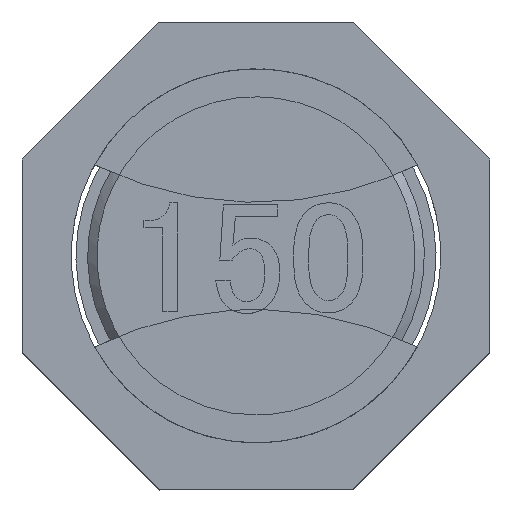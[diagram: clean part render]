
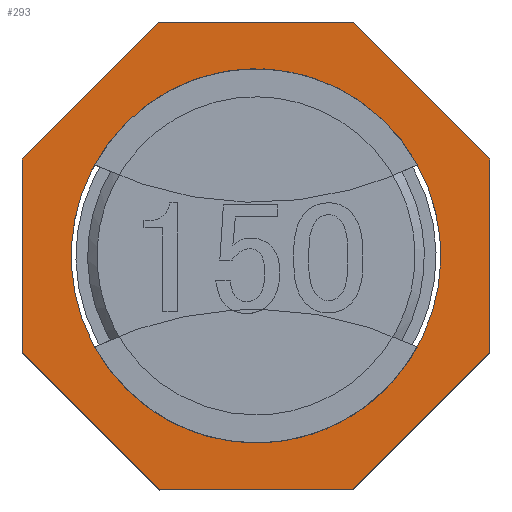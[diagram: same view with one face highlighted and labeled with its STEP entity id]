
A CAD part, top view. The second image highlights one B-rep face of the part: STEP entity #293.
In plain terms, the highlighted free-form (B-spline) face has degree [1, 1] with [2, 2] control points.
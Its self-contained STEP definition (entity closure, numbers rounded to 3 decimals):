
#214=CARTESIAN_POINT('',(-5.5,5.5,0.));
#215=CARTESIAN_POINT('',(5.5,5.5,0.));
#216=CARTESIAN_POINT('',(-5.5,-5.5,0.));
#217=CARTESIAN_POINT('',(5.5,-5.5,0.));
#218=B_SPLINE_SURFACE_WITH_KNOTS('',1,1,((#214,#215),(#216,#217)),.PLANE_SURF.,.F.,.F.,.U.,(2,2),(2,2),(0.,1.),(0.,1.),.UNSPECIFIED.);
#219=CARTESIAN_POINT('',(2.071,-5.,0.));
#220=VERTEX_POINT('',#219);
#221=CARTESIAN_POINT('',(5.,-2.071,0.));
#222=VERTEX_POINT('',#221);
#223=CARTESIAN_POINT('',(2.071,-5.,0.));
#224=CARTESIAN_POINT('',(5.,-2.071,0.));
#225=B_SPLINE_CURVE_WITH_KNOTS('',1,(#223,#224),.POLYLINE_FORM.,.F.,.U.,(2,2),(0.,1.),.UNSPECIFIED.);
#226=EDGE_CURVE('',#220,#222,#225,.T.);
#227=ORIENTED_EDGE('',*,*,#226,.T.);
#228=CARTESIAN_POINT('',(5.,2.071,0.));
#229=VERTEX_POINT('',#228);
#230=CARTESIAN_POINT('',(5.,-2.071,0.));
#231=CARTESIAN_POINT('',(5.,2.071,0.));
#232=B_SPLINE_CURVE_WITH_KNOTS('',1,(#230,#231),.POLYLINE_FORM.,.F.,.U.,(2,2),(0.,1.),.UNSPECIFIED.);
#233=EDGE_CURVE('',#222,#229,#232,.T.);
#234=ORIENTED_EDGE('',*,*,#233,.T.);
#235=CARTESIAN_POINT('',(2.071,5.,0.));
#236=VERTEX_POINT('',#235);
#237=CARTESIAN_POINT('',(5.,2.071,0.));
#238=CARTESIAN_POINT('',(2.071,5.,0.));
#239=B_SPLINE_CURVE_WITH_KNOTS('',1,(#237,#238),.POLYLINE_FORM.,.F.,.U.,(2,2),(0.,1.),.UNSPECIFIED.);
#240=EDGE_CURVE('',#229,#236,#239,.T.);
#241=ORIENTED_EDGE('',*,*,#240,.T.);
#242=CARTESIAN_POINT('',(-2.071,5.,0.));
#243=VERTEX_POINT('',#242);
#244=CARTESIAN_POINT('',(2.071,5.,0.));
#245=CARTESIAN_POINT('',(-2.071,5.,0.));
#246=B_SPLINE_CURVE_WITH_KNOTS('',1,(#244,#245),.POLYLINE_FORM.,.F.,.U.,(2,2),(0.,1.),.UNSPECIFIED.);
#247=EDGE_CURVE('',#236,#243,#246,.T.);
#248=ORIENTED_EDGE('',*,*,#247,.T.);
#249=CARTESIAN_POINT('',(-5.,2.071,0.));
#250=VERTEX_POINT('',#249);
#251=CARTESIAN_POINT('',(-2.071,5.,0.));
#252=CARTESIAN_POINT('',(-5.,2.071,0.));
#253=B_SPLINE_CURVE_WITH_KNOTS('',1,(#251,#252),.POLYLINE_FORM.,.F.,.U.,(2,2),(0.,1.),.UNSPECIFIED.);
#254=EDGE_CURVE('',#243,#250,#253,.T.);
#255=ORIENTED_EDGE('',*,*,#254,.T.);
#256=CARTESIAN_POINT('',(-5.,-2.071,0.));
#257=VERTEX_POINT('',#256);
#258=CARTESIAN_POINT('',(-5.,2.071,0.));
#259=CARTESIAN_POINT('',(-5.,-2.071,0.));
#260=B_SPLINE_CURVE_WITH_KNOTS('',1,(#258,#259),.POLYLINE_FORM.,.F.,.U.,(2,2),(0.,1.),.UNSPECIFIED.);
#261=EDGE_CURVE('',#250,#257,#260,.T.);
#262=ORIENTED_EDGE('',*,*,#261,.T.);
#263=CARTESIAN_POINT('',(-2.071,-5.,0.));
#264=VERTEX_POINT('',#263);
#265=CARTESIAN_POINT('',(-5.,-2.071,0.));
#266=CARTESIAN_POINT('',(-2.071,-5.,0.));
#267=B_SPLINE_CURVE_WITH_KNOTS('',1,(#265,#266),.POLYLINE_FORM.,.F.,.U.,(2,2),(0.,1.),.UNSPECIFIED.);
#268=EDGE_CURVE('',#257,#264,#267,.T.);
#269=ORIENTED_EDGE('',*,*,#268,.T.);
#270=CARTESIAN_POINT('',(-2.071,-5.,0.));
#271=CARTESIAN_POINT('',(2.071,-5.,0.));
#272=B_SPLINE_CURVE_WITH_KNOTS('',1,(#270,#271),.POLYLINE_FORM.,.F.,.U.,(2,2),(0.,1.),.UNSPECIFIED.);
#273=EDGE_CURVE('',#264,#220,#272,.T.);
#274=ORIENTED_EDGE('',*,*,#273,.T.);
#275=EDGE_LOOP('',(#227,#234,#241,#248,#255,#262,#269,#274));
#276=FACE_OUTER_BOUND('',#275,.T.);
#277=CARTESIAN_POINT('',(0.,-4.,0.));
#278=VERTEX_POINT('',#277);
#279=CARTESIAN_POINT('',(0.,-4.,0.));
#280=CARTESIAN_POINT('',(-3.95,-4.,0.));
#281=CARTESIAN_POINT('',(-3.95,0.,0.));
#282=CARTESIAN_POINT('',(-3.95,4.,0.));
#283=CARTESIAN_POINT('',(0.,4.,0.));
#284=CARTESIAN_POINT('',(3.95,4.,0.));
#285=CARTESIAN_POINT('',(3.95,0.,0.));
#286=CARTESIAN_POINT('',(3.95,-4.,0.));
#287=CARTESIAN_POINT('',(0.,-4.,0.));
#288=(BOUNDED_CURVE()B_SPLINE_CURVE(2,(#279,#280,#281,#282,#283,#284,#285,#286,#287),.UNSPECIFIED.,.T.,.U.)B_SPLINE_CURVE_WITH_KNOTS((3,2,2,2,3),(0.,0.25,0.5,0.75,1.),.UNSPECIFIED.)CURVE()GEOMETRIC_REPRESENTATION_ITEM()RATIONAL_B_SPLINE_CURVE((1.,0.707,1.,0.707,1.,0.707,1.,0.707,1.))REPRESENTATION_ITEM(''));
#289=EDGE_CURVE('',#278,#278,#288,.T.);
#290=ORIENTED_EDGE('',*,*,#289,.T.);
#291=EDGE_LOOP('',(#290));
#292=FACE_BOUND('',#291,.T.);
#293=ADVANCED_FACE('',(#276,#292),#218,.T.);
